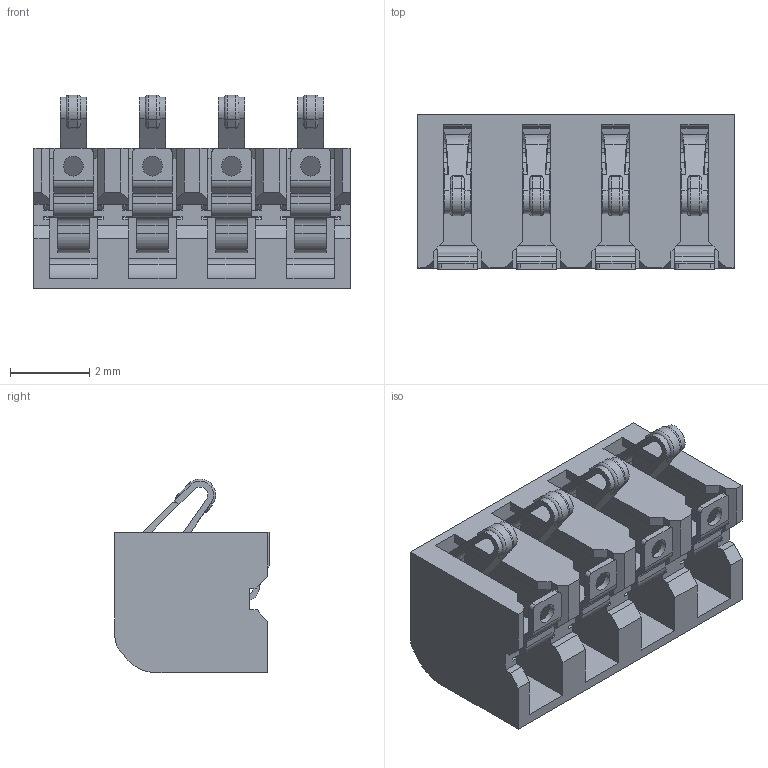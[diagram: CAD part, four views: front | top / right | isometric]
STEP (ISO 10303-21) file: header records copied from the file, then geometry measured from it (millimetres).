
FILE_DESCRIPTION((''),'2;1');
FILE_NAME('476150001','2015-11-23T',('gga'),(''),'PRO/ENGINEER BY PARAMETRIC TECHNOLOGY CORPORATION, 2011490','PRO/ENGINEER BY PARAMETRIC TECHNOLOGY CORPORATION, 2011490','');
FILE_SCHEMA(('CONFIG_CONTROL_DESIGN'));
Length unit declared in the file: millimetre
Products named in the file (1): 476150001
Bounding box: 8 x 3.9 x 4.9 mm (x, y, z)
Volume: 57 mm3; surface area: 340.7 mm2
Topology: 1 solids, 1 shells, 471 faces, 1403 edges, 930 vertices
Faces by surface type: plane 301, cylinder 162, torus 8
Entity records: 15926 total; most frequent: CARTESIAN_POINT 3083, ORIENTED_EDGE 2766, DIRECTION 2583, EDGE_CURVE 1383, VECTOR 1039, LINE 1039, VERTEX_POINT 906, AXIS2_PLACEMENT_3D 772
